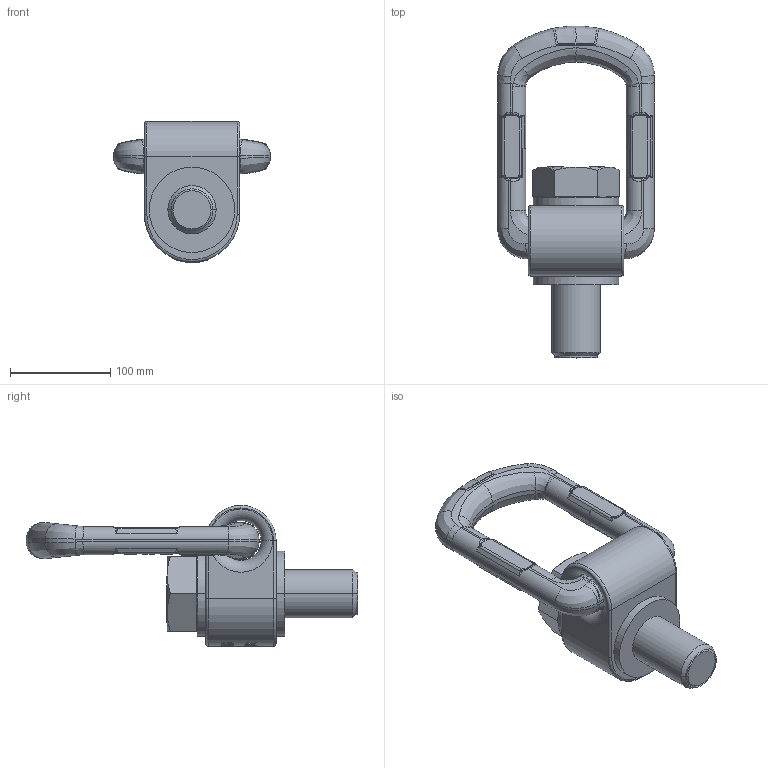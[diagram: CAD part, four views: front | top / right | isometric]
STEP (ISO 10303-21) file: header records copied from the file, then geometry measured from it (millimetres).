
FILE_DESCRIPTION((''),'2;1');
FILE_NAME('001-M31224-P-1_ASM','2004-08-12T',('jakubetz'),(''),'PRO/ENGINEER BY PARAMETRIC TECHNOLOGY CORPORATION, 2001400','PRO/ENGINEER BY PARAMETRIC TECHNOLOGY CORPORATION, 2001400','');
FILE_SCHEMA(('CONFIG_CONTROL_DESIGN'));
Length unit declared in the file: millimetre
Products named in the file (5): 001-M31224-RT1; 001-M31223-RT2; 001-M31224-BA1; 001-M31126-V01; 001-M31224-P-1_ASM
Assembly tree (4 placements, depth 2):
  001-M31224-P-1_ASM
    001-M31224-RT1
    001-M31223-RT2
    001-M31224-BA1
    001-M31126-V01
Bounding box: 156 x 330.5 x 140.5 mm (x, y, z)
Volume: 1519124.9 mm3; surface area: 224526.3 mm2
Topology: 4 solids, 5 shells, 950 faces, 2499 edges, 1585 vertices
Faces by surface type: plane 636, bspline 140, cylinder 100, torus 52, cone 18, sphere 4
Entity records: 37012 total; most frequent: CARTESIAN_POINT 14963, ORIENTED_EDGE 4974, DIRECTION 3901, EDGE_CURVE 2489, VERTEX_POINT 1585, VECTOR 1551, LINE 1551, AXIS2_PLACEMENT_3D 1175
